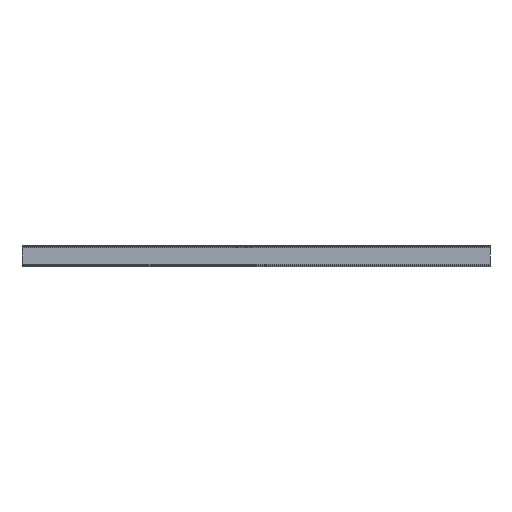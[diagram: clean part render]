
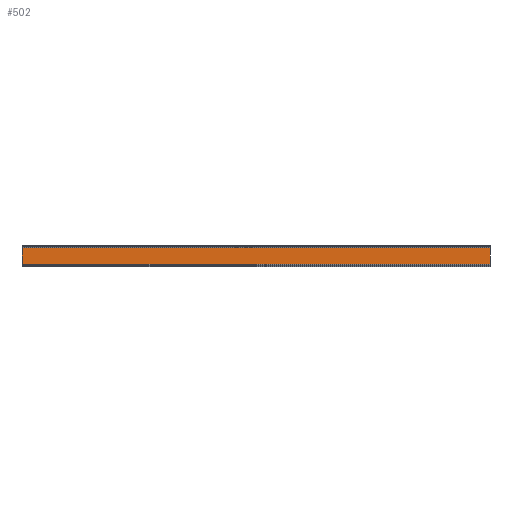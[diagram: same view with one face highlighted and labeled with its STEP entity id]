
A CAD part, front view. The second image highlights one B-rep face of the part: STEP entity #502.
In plain terms, the highlighted planar face has unit normal (0, -1, 0).
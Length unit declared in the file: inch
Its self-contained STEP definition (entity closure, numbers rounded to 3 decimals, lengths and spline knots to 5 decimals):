
#68 = AXIS2_PLACEMENT_3D ( 'NONE', #255, #889, #1994 ) ;
#212 = CARTESIAN_POINT ( 'NONE',  ( -11.925, -24.024, 0.872 ) ) ;
#255 = CARTESIAN_POINT ( 'NONE',  ( 11.925, -24.024, 0.051 ) ) ;
#306 = EDGE_CURVE ( 'NONE', #1448, #1050, #1036, .T. ) ;
#309 = CARTESIAN_POINT ( 'NONE',  ( 11.925, -24.024, 0.872 ) ) ;
#358 = ORIENTED_EDGE ( 'NONE', *, *, #1724, .T. ) ;
#395 = ORIENTED_EDGE ( 'NONE', *, *, #1577, .T. ) ;
#458 = CARTESIAN_POINT ( 'NONE',  ( 11.925, -24.024, 0.051 ) ) ;
#476 = VERTEX_POINT ( 'NONE', #1536 ) ;
#484 = CARTESIAN_POINT ( 'NONE',  ( -11.925, -24.024, 0.872 ) ) ;
#502 = ADVANCED_FACE ( 'NONE', ( #2549 ), #2144, .T. ) ;
#815 = LINE ( 'NONE', #212, #1849 ) ;
#889 = DIRECTION ( 'NONE',  ( 0., -1., 0. ) ) ;
#1005 = CARTESIAN_POINT ( 'NONE',  ( -11.925, -24.024, 0.051 ) ) ;
#1036 = LINE ( 'NONE', #1005, #2476 ) ;
#1050 = VERTEX_POINT ( 'NONE', #1178 ) ;
#1060 = VECTOR ( 'NONE', #2192, 39.37008 ) ;
#1178 = CARTESIAN_POINT ( 'NONE',  ( -11.925, -24.024, 0.051 ) ) ;
#1334 = ORIENTED_EDGE ( 'NONE', *, *, #306, .T. ) ;
#1448 = VERTEX_POINT ( 'NONE', #484 ) ;
#1521 = DIRECTION ( 'NONE',  ( 0., 0., 1. ) ) ;
#1536 = CARTESIAN_POINT ( 'NONE',  ( 11.925, -24.024, 0.051 ) ) ;
#1577 = EDGE_CURVE ( 'NONE', #476, #2585, #1930, .T. ) ;
#1620 = DIRECTION ( 'NONE',  ( 0., 0., -1. ) ) ;
#1712 = EDGE_LOOP ( 'NONE', ( #395, #2177, #1334, #358 ) ) ;
#1724 = EDGE_CURVE ( 'NONE', #1050, #476, #1829, .T. ) ;
#1806 = EDGE_CURVE ( 'NONE', #2585, #1448, #815, .T. ) ;
#1829 = LINE ( 'NONE', #2661, #1060 ) ;
#1849 = VECTOR ( 'NONE', #2493, 39.37008 ) ;
#1930 = LINE ( 'NONE', #458, #2703 ) ;
#1994 = DIRECTION ( 'NONE',  ( 0., 0., 1. ) ) ;
#2144 = PLANE ( 'NONE',  #68 ) ;
#2177 = ORIENTED_EDGE ( 'NONE', *, *, #1806, .T. ) ;
#2192 = DIRECTION ( 'NONE',  ( 1., 0., 0. ) ) ;
#2476 = VECTOR ( 'NONE', #1620, 39.37008 ) ;
#2493 = DIRECTION ( 'NONE',  ( -1., 0., 0. ) ) ;
#2549 = FACE_OUTER_BOUND ( 'NONE', #1712, .T. ) ;
#2585 = VERTEX_POINT ( 'NONE', #309 ) ;
#2661 = CARTESIAN_POINT ( 'NONE',  ( 11.925, -24.024, 0.051 ) ) ;
#2703 = VECTOR ( 'NONE', #1521, 39.37008 ) ;
